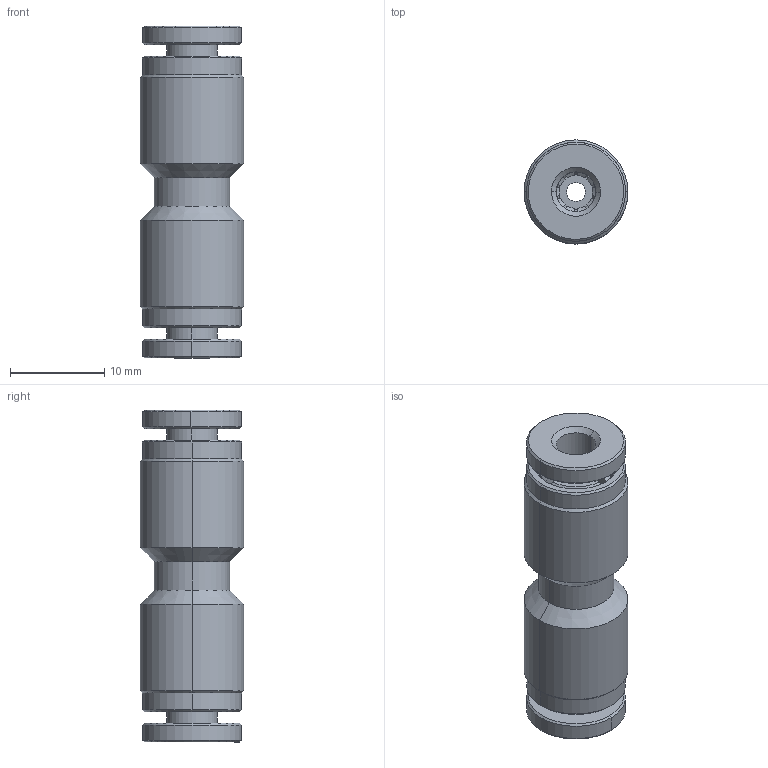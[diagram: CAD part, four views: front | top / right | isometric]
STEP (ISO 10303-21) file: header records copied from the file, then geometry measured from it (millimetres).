
FILE_DESCRIPTION (( 'STEP AP214' ), '1' );
FILE_NAME ('RUS5-32-1-8W.STEP', '2018-06-13T18:16:20', ( '' ), ( '' ), 'SwSTEP 2.0', 'SolidWorks 2016', '' );
FILE_SCHEMA (( 'AUTOMOTIVE_DESIGN' ));
Length unit declared in the file: millimetre
Products named in the file (1): RUS5-32-1-8W
Bounding box: 11 x 11 x 35.19 mm (x, y, z)
Volume: 2217.1 mm3; surface area: 4098 mm2
Topology: 11 solids, 11 shells, 558 faces, 1498 edges, 968 vertices
Faces by surface type: cone 192, plane 192, cylinder 118, bspline 52, torus 4
Entity records: 25190 total; most frequent: CARTESIAN_POINT 5783, ORIENTED_EDGE 2996, DIRECTION 2466, EDGE_CURVE 1498, AXIS2_PLACEMENT_3D 1027, VERTEX_POINT 968, EDGE_LOOP 586, UNCERTAINTY_MEASURE_WITH_UNIT 571
